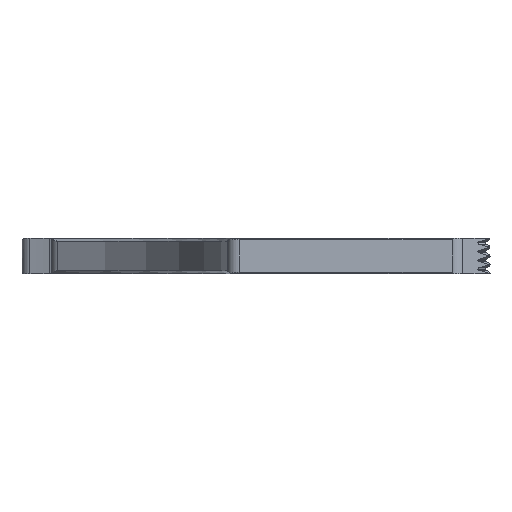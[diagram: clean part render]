
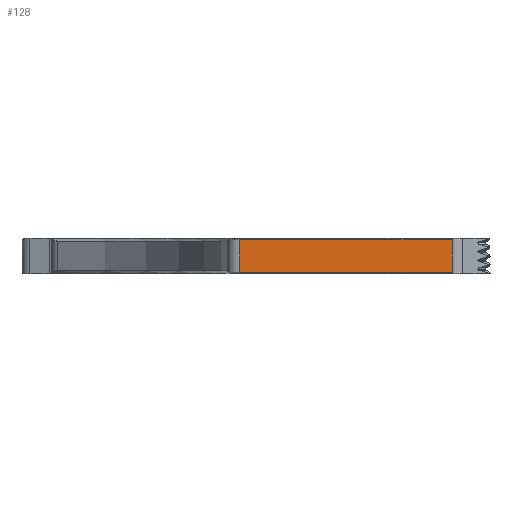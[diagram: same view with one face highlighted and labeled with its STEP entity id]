
A CAD part, front view. The second image highlights one B-rep face of the part: STEP entity #128.
In plain terms, the highlighted planar face has unit normal (0, -1, 0).
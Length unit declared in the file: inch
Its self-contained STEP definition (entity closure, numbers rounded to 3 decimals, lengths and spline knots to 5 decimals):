
#128 = ADVANCED_FACE ( 'NONE', ( #1755 ), #2649, .T. ) ;
#341 = VERTEX_POINT ( 'NONE', #2011 ) ;
#386 = CARTESIAN_POINT ( 'NONE',  ( 1.3466, 0., -0.35875 ) ) ;
#420 = ORIENTED_EDGE ( 'NONE', *, *, #2253, .T. ) ;
#446 = EDGE_CURVE ( 'NONE', #3765, #2516, #2357, .T. ) ;
#611 = DIRECTION ( 'NONE',  ( 0., -1., 0. ) ) ;
#740 = VERTEX_POINT ( 'NONE', #1754 ) ;
#812 = ORIENTED_EDGE ( 'NONE', *, *, #446, .T. ) ;
#867 = DIRECTION ( 'NONE',  ( 0., 0., -1. ) ) ;
#1316 = LINE ( 'NONE', #386, #3097 ) ;
#1345 = EDGE_LOOP ( 'NONE', ( #1677, #3489, #420, #812 ) ) ;
#1465 = CARTESIAN_POINT ( 'NONE',  ( 5.90551, 0., -0.3745 ) ) ;
#1575 = DIRECTION ( 'NONE',  ( 1., 0., 0. ) ) ;
#1677 = ORIENTED_EDGE ( 'NONE', *, *, #3106, .F. ) ;
#1754 = CARTESIAN_POINT ( 'NONE',  ( 3.66618, 0., -0.35875 ) ) ;
#1755 = FACE_OUTER_BOUND ( 'NONE', #1345, .T. ) ;
#1765 = EDGE_CURVE ( 'NONE', #341, #740, #3063, .T. ) ;
#1897 = DIRECTION ( 'NONE',  ( 1., 0., 0. ) ) ;
#1977 = VECTOR ( 'NONE', #2228, 39.37008 ) ;
#2011 = CARTESIAN_POINT ( 'NONE',  ( 3.66618, 0., -0.01575 ) ) ;
#2087 = CARTESIAN_POINT ( 'NONE',  ( 5.90551, 0., -0.01575 ) ) ;
#2228 = DIRECTION ( 'NONE',  ( 0., 0., -1. ) ) ;
#2253 = EDGE_CURVE ( 'NONE', #740, #3765, #1316, .T. ) ;
#2357 = LINE ( 'NONE', #1465, #3490 ) ;
#2375 = CARTESIAN_POINT ( 'NONE',  ( 3.54331, 0., -0.3745 ) ) ;
#2473 = CARTESIAN_POINT ( 'NONE',  ( 3.54331, 0., -0.01575 ) ) ;
#2516 = VERTEX_POINT ( 'NONE', #2087 ) ;
#2649 = PLANE ( 'NONE',  #3060 ) ;
#2755 = VECTOR ( 'NONE', #1575, 39.37008 ) ;
#2936 = DIRECTION ( 'NONE',  ( 0., 0., 1. ) ) ;
#3060 = AXIS2_PLACEMENT_3D ( 'NONE', #2375, #611, #867 ) ;
#3063 = LINE ( 'NONE', #3639, #1977 ) ;
#3097 = VECTOR ( 'NONE', #1897, 39.37008 ) ;
#3106 = EDGE_CURVE ( 'NONE', #341, #2516, #3326, .T. ) ;
#3326 = LINE ( 'NONE', #2473, #2755 ) ;
#3489 = ORIENTED_EDGE ( 'NONE', *, *, #1765, .T. ) ;
#3490 = VECTOR ( 'NONE', #2936, 39.37008 ) ;
#3639 = CARTESIAN_POINT ( 'NONE',  ( 3.66618, 0., -0.3435 ) ) ;
#3679 = CARTESIAN_POINT ( 'NONE',  ( 5.90551, 0., -0.35875 ) ) ;
#3765 = VERTEX_POINT ( 'NONE', #3679 ) ;
